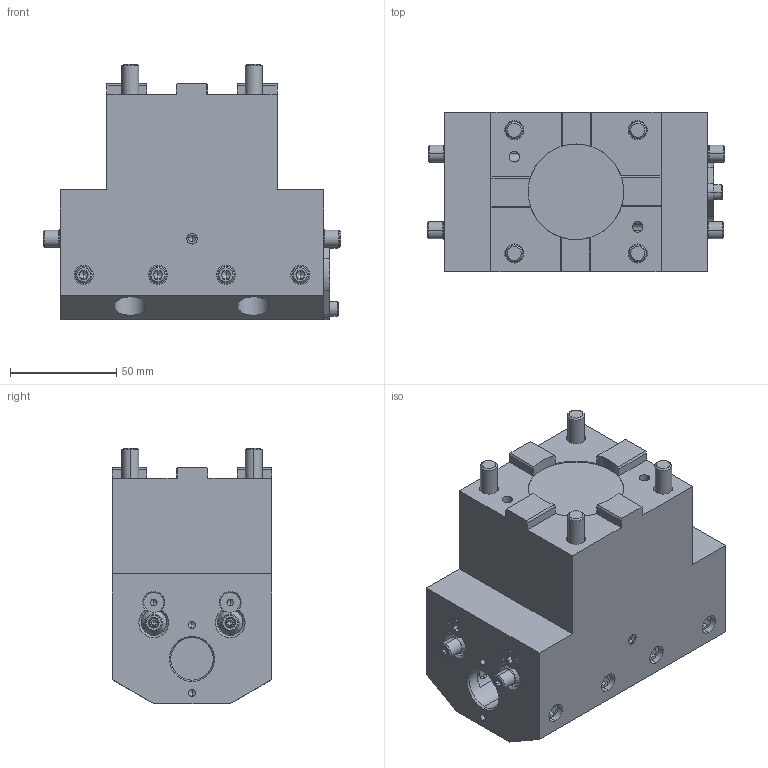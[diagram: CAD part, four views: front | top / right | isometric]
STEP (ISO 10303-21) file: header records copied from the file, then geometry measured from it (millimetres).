
FILE_DESCRIPTION (( 'STEP AP203' ), '1' );
FILE_NAME ('04-0977.STEP', '2023-06-22T15:43:25', ( '' ), ( '' ), 'SwSTEP 2.0', 'SolidWorks 2022', '' );
FILE_SCHEMA (( 'CONFIG_CONTROL_DESIGN' ));
Length unit declared in the file: inch
Products named in the file (1): 04-0977
Bounding box: 140 x 75 x 120 mm (x, y, z)
Surface area: 113719.4 mm2 (no closed solid volume)
Topology: 0 solids, 38 shells, 781 faces, 1872 edges, 1128 vertices
Faces by surface type: plane 386, cone 184, cylinder 179, bspline 32
Entity records: 24777 total; most frequent: CARTESIAN_POINT 6879, DIRECTION 3816, ORIENTED_EDGE 3528, EDGE_CURVE 1804, AXIS2_PLACEMENT_3D 1404, VERTEX_POINT 1128, LINE 1008, VECTOR 1008
